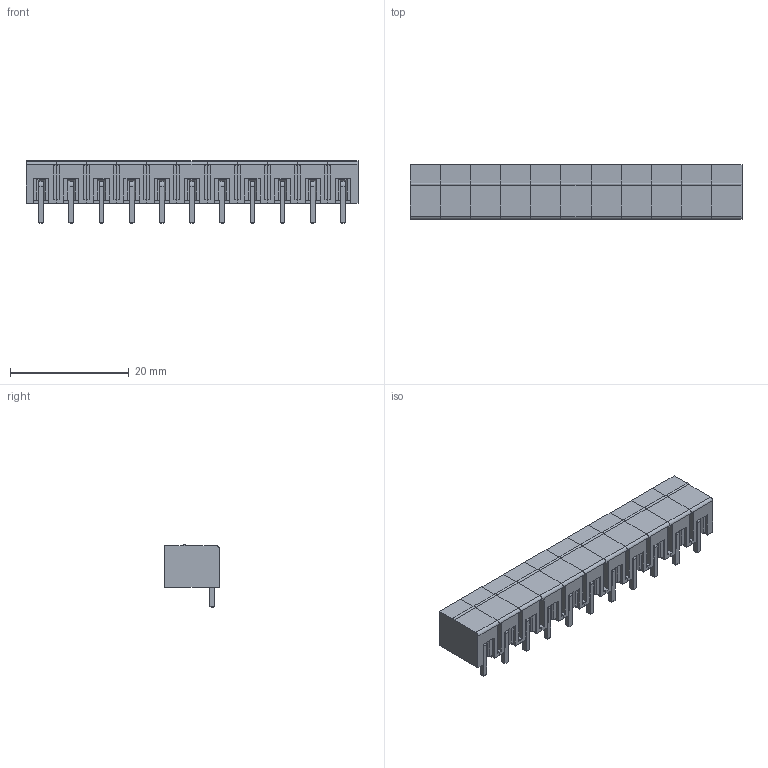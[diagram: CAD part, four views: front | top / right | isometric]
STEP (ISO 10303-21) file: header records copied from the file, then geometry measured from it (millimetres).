
FILE_DESCRIPTION(/* description */ (''),/* implementation_level */ '2;1');
FILE_NAME(/* name */ '15EDGRC-5.08- 11P-14-00A(H).stp',/* time_stamp */ '2019-05-19T23:42:11+03:00',/* author */ ('Boris'),/* organization */ (''),/* preprocessor_version */ 'ST-DEVELOPER v17.2',/* originating_system */ 'Autodesk Inventor 2019',/* authorisation */ '');
FILE_SCHEMA (('AUTOMOTIVE_DESIGN { 1 0 10303 214 3 1 1 }'));
Length unit declared in the file: millimetre
Products named in the file (13): 15EDGRC-5.08- 11P-14-00A(H); body_1pc; body_1pc_1; body_1pc_2; body_1pc_3; body_1pc_4; body_1pc_5; body_1pc_6; body_1pc_7; body_1pc_8; body_1pc_9; body_1pc_10; contact
Assembly tree (22 placements, depth 2):
  15EDGRC-5.08- 11P-14-00A(H)
    body_1pc
    contact  x11
    body_1pc_1
    body_1pc_2
    body_1pc_3
    body_1pc_4
    body_1pc_5
    body_1pc_6
    body_1pc_7
    body_1pc_8
    body_1pc_9
    body_1pc_10
Bounding box: 55.88 x 9.2 x 10.6 mm (x, y, z)
Volume: 1794.6 mm3; surface area: 6071.1 mm2
Topology: 22 solids, 22 shells, 762 faces, 2011 edges, 1293 vertices
Faces by surface type: plane 707, cylinder 55
Full cylindrical faces by diameter (mm): 2.2 x11
Entity records: 19140 total; most frequent: CARTESIAN_POINT 3341, ORIENTED_EDGE 3282, DIRECTION 2996, EDGE_CURVE 1641, LINE 1540, VECTOR 1540, VERTEX_POINT 1073, AXIS2_PLACEMENT_3D 728
